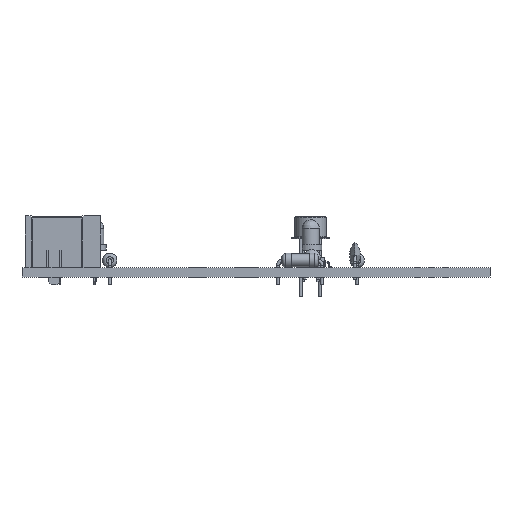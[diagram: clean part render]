
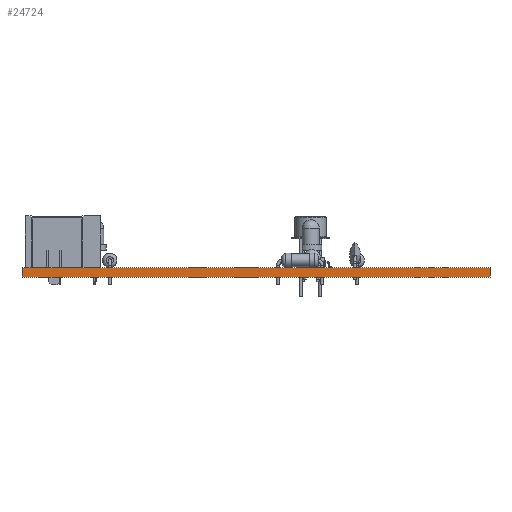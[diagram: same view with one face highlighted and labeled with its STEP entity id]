
A CAD part, left-side view. The second image highlights one B-rep face of the part: STEP entity #24724.
In plain terms, the highlighted planar face has unit normal (-1, 0, 0).
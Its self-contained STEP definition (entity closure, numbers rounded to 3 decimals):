
#24724 = ADVANCED_FACE('',(#24725),#24739,.T.);
#24725 = FACE_BOUND('',#24726,.T.);
#24726 = EDGE_LOOP('',(#24727,#24762,#24790,#24818));
#24727 = ORIENTED_EDGE('',*,*,#24728,.T.);
#24728 = EDGE_CURVE('',#24729,#24731,#24733,.T.);
#24729 = VERTEX_POINT('',#24730);
#24730 = CARTESIAN_POINT('',(111.76,-129.54,0.));
#24731 = VERTEX_POINT('',#24732);
#24732 = CARTESIAN_POINT('',(111.76,-129.54,1.6));
#24733 = SURFACE_CURVE('',#24734,(#24738,#24750),.PCURVE_S1.);
#24734 = LINE('',#24735,#24736);
#24735 = CARTESIAN_POINT('',(111.76,-129.54,0.));
#24736 = VECTOR('',#24737,1.);
#24737 = DIRECTION('',(0.,0.,1.));
#24738 = PCURVE('',#24739,#24744);
#24739 = PLANE('',#24740);
#24740 = AXIS2_PLACEMENT_3D('',#24741,#24742,#24743);
#24741 = CARTESIAN_POINT('',(111.76,-129.54,0.));
#24742 = DIRECTION('',(-1.,0.,0.));
#24743 = DIRECTION('',(0.,1.,0.));
#24744 = DEFINITIONAL_REPRESENTATION('',(#24745),#24749);
#24745 = LINE('',#24746,#24747);
#24746 = CARTESIAN_POINT('',(0.,0.));
#24747 = VECTOR('',#24748,1.);
#24748 = DIRECTION('',(0.,-1.));
#24749 = ( GEOMETRIC_REPRESENTATION_CONTEXT(2) 
PARAMETRIC_REPRESENTATION_CONTEXT() REPRESENTATION_CONTEXT('2D SPACE',''
  ) );
#24750 = PCURVE('',#24751,#24756);
#24751 = PLANE('',#24752);
#24752 = AXIS2_PLACEMENT_3D('',#24753,#24754,#24755);
#24753 = CARTESIAN_POINT('',(180.34,-129.54,0.));
#24754 = DIRECTION('',(0.,-1.,0.));
#24755 = DIRECTION('',(-1.,0.,0.));
#24756 = DEFINITIONAL_REPRESENTATION('',(#24757),#24761);
#24757 = LINE('',#24758,#24759);
#24758 = CARTESIAN_POINT('',(68.58,0.));
#24759 = VECTOR('',#24760,1.);
#24760 = DIRECTION('',(0.,-1.));
#24761 = ( GEOMETRIC_REPRESENTATION_CONTEXT(2) 
PARAMETRIC_REPRESENTATION_CONTEXT() REPRESENTATION_CONTEXT('2D SPACE',''
  ) );
#24762 = ORIENTED_EDGE('',*,*,#24763,.T.);
#24763 = EDGE_CURVE('',#24731,#24764,#24766,.T.);
#24764 = VERTEX_POINT('',#24765);
#24765 = CARTESIAN_POINT('',(111.76,-48.26,1.6));
#24766 = SURFACE_CURVE('',#24767,(#24771,#24778),.PCURVE_S1.);
#24767 = LINE('',#24768,#24769);
#24768 = CARTESIAN_POINT('',(111.76,-129.54,1.6));
#24769 = VECTOR('',#24770,1.);
#24770 = DIRECTION('',(0.,1.,0.));
#24771 = PCURVE('',#24739,#24772);
#24772 = DEFINITIONAL_REPRESENTATION('',(#24773),#24777);
#24773 = LINE('',#24774,#24775);
#24774 = CARTESIAN_POINT('',(0.,-1.6));
#24775 = VECTOR('',#24776,1.);
#24776 = DIRECTION('',(1.,0.));
#24777 = ( GEOMETRIC_REPRESENTATION_CONTEXT(2) 
PARAMETRIC_REPRESENTATION_CONTEXT() REPRESENTATION_CONTEXT('2D SPACE',''
  ) );
#24778 = PCURVE('',#24779,#24784);
#24779 = PLANE('',#24780);
#24780 = AXIS2_PLACEMENT_3D('',#24781,#24782,#24783);
#24781 = CARTESIAN_POINT('',(146.05,-88.9,1.6));
#24782 = DIRECTION('',(-0.,-0.,-1.));
#24783 = DIRECTION('',(-1.,0.,0.));
#24784 = DEFINITIONAL_REPRESENTATION('',(#24785),#24789);
#24785 = LINE('',#24786,#24787);
#24786 = CARTESIAN_POINT('',(34.29,-40.64));
#24787 = VECTOR('',#24788,1.);
#24788 = DIRECTION('',(0.,1.));
#24789 = ( GEOMETRIC_REPRESENTATION_CONTEXT(2) 
PARAMETRIC_REPRESENTATION_CONTEXT() REPRESENTATION_CONTEXT('2D SPACE',''
  ) );
#24790 = ORIENTED_EDGE('',*,*,#24791,.F.);
#24791 = EDGE_CURVE('',#24792,#24764,#24794,.T.);
#24792 = VERTEX_POINT('',#24793);
#24793 = CARTESIAN_POINT('',(111.76,-48.26,0.));
#24794 = SURFACE_CURVE('',#24795,(#24799,#24806),.PCURVE_S1.);
#24795 = LINE('',#24796,#24797);
#24796 = CARTESIAN_POINT('',(111.76,-48.26,0.));
#24797 = VECTOR('',#24798,1.);
#24798 = DIRECTION('',(0.,0.,1.));
#24799 = PCURVE('',#24739,#24800);
#24800 = DEFINITIONAL_REPRESENTATION('',(#24801),#24805);
#24801 = LINE('',#24802,#24803);
#24802 = CARTESIAN_POINT('',(81.28,0.));
#24803 = VECTOR('',#24804,1.);
#24804 = DIRECTION('',(0.,-1.));
#24805 = ( GEOMETRIC_REPRESENTATION_CONTEXT(2) 
PARAMETRIC_REPRESENTATION_CONTEXT() REPRESENTATION_CONTEXT('2D SPACE',''
  ) );
#24806 = PCURVE('',#24807,#24812);
#24807 = PLANE('',#24808);
#24808 = AXIS2_PLACEMENT_3D('',#24809,#24810,#24811);
#24809 = CARTESIAN_POINT('',(111.76,-48.26,0.));
#24810 = DIRECTION('',(0.,1.,0.));
#24811 = DIRECTION('',(1.,0.,0.));
#24812 = DEFINITIONAL_REPRESENTATION('',(#24813),#24817);
#24813 = LINE('',#24814,#24815);
#24814 = CARTESIAN_POINT('',(0.,0.));
#24815 = VECTOR('',#24816,1.);
#24816 = DIRECTION('',(0.,-1.));
#24817 = ( GEOMETRIC_REPRESENTATION_CONTEXT(2) 
PARAMETRIC_REPRESENTATION_CONTEXT() REPRESENTATION_CONTEXT('2D SPACE',''
  ) );
#24818 = ORIENTED_EDGE('',*,*,#24819,.F.);
#24819 = EDGE_CURVE('',#24729,#24792,#24820,.T.);
#24820 = SURFACE_CURVE('',#24821,(#24825,#24832),.PCURVE_S1.);
#24821 = LINE('',#24822,#24823);
#24822 = CARTESIAN_POINT('',(111.76,-129.54,0.));
#24823 = VECTOR('',#24824,1.);
#24824 = DIRECTION('',(0.,1.,0.));
#24825 = PCURVE('',#24739,#24826);
#24826 = DEFINITIONAL_REPRESENTATION('',(#24827),#24831);
#24827 = LINE('',#24828,#24829);
#24828 = CARTESIAN_POINT('',(0.,0.));
#24829 = VECTOR('',#24830,1.);
#24830 = DIRECTION('',(1.,0.));
#24831 = ( GEOMETRIC_REPRESENTATION_CONTEXT(2) 
PARAMETRIC_REPRESENTATION_CONTEXT() REPRESENTATION_CONTEXT('2D SPACE',''
  ) );
#24832 = PCURVE('',#24833,#24838);
#24833 = PLANE('',#24834);
#24834 = AXIS2_PLACEMENT_3D('',#24835,#24836,#24837);
#24835 = CARTESIAN_POINT('',(146.05,-88.9,0.));
#24836 = DIRECTION('',(-0.,-0.,-1.));
#24837 = DIRECTION('',(-1.,0.,0.));
#24838 = DEFINITIONAL_REPRESENTATION('',(#24839),#24843);
#24839 = LINE('',#24840,#24841);
#24840 = CARTESIAN_POINT('',(34.29,-40.64));
#24841 = VECTOR('',#24842,1.);
#24842 = DIRECTION('',(0.,1.));
#24843 = ( GEOMETRIC_REPRESENTATION_CONTEXT(2) 
PARAMETRIC_REPRESENTATION_CONTEXT() REPRESENTATION_CONTEXT('2D SPACE',''
  ) );
